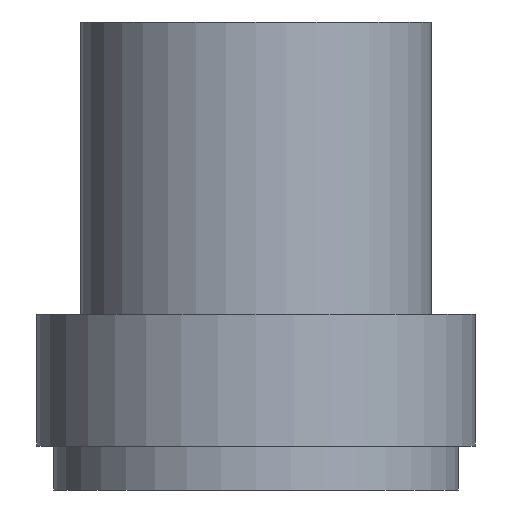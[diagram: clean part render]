
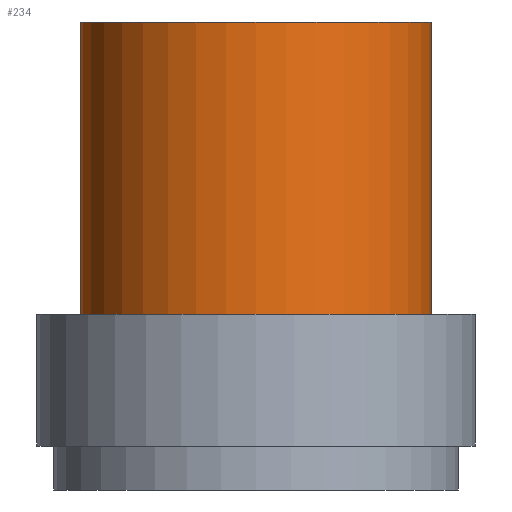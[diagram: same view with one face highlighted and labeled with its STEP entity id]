
A CAD part, front view. The second image highlights one B-rep face of the part: STEP entity #234.
In plain terms, the highlighted cylindrical face has radius 19.037 mm (diameter 38.075 mm), a partial arc.
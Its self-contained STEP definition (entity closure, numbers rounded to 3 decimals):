
#52=CARTESIAN_POINT('',(0.,0.,19.05));
#53=DIRECTION('',(0.,0.,1.));
#54=DIRECTION('',(-1.,0.,0.));
#55=AXIS2_PLACEMENT_3D('',#52,#53,#54);
#62=DIRECTION('',(0.,0.,-1.));
#63=VECTOR('',#62,31.75);
#64=CARTESIAN_POINT('',(19.037,0.,50.8));
#65=LINE('',#64,#63);
#66=DIRECTION('',(0.,0.,-1.));
#67=VECTOR('',#66,31.75);
#68=CARTESIAN_POINT('',(-19.037,0.,50.8));
#69=LINE('',#68,#67);
#75=CARTESIAN_POINT('',(0.,0.,50.8));
#76=DIRECTION('',(0.,0.,-1.));
#77=DIRECTION('',(1.,0.,0.));
#78=AXIS2_PLACEMENT_3D('',#75,#76,#77);
#150=CARTESIAN_POINT('',(-19.037,0.,50.8));
#151=CARTESIAN_POINT('',(19.037,0.,50.8));
#152=VERTEX_POINT('',#150);
#153=VERTEX_POINT('',#151);
#154=CARTESIAN_POINT('',(19.037,0.,19.05));
#155=CARTESIAN_POINT('',(-19.037,0.,19.05));
#156=VERTEX_POINT('',#154);
#157=VERTEX_POINT('',#155);
#220=CARTESIAN_POINT('',(0.,0.,19.05));
#221=DIRECTION('',(0.,0.,1.));
#222=DIRECTION('',(1.,0.,0.));
#223=AXIS2_PLACEMENT_3D('',#220,#221,#222);
#224=CYLINDRICAL_SURFACE('',#223,19.037);
#225=ORIENTED_EDGE('',*,*,#213,.F.);
#227=ORIENTED_EDGE('',*,*,#226,.F.);
#229=ORIENTED_EDGE('',*,*,#228,.F.);
#231=ORIENTED_EDGE('',*,*,#230,.T.);
#232=EDGE_LOOP('',(#225,#227,#229,#231));
#233=FACE_OUTER_BOUND('',#232,.F.);
#234=ADVANCED_FACE('',(#233),#224,.T.);
#56=CIRCLE('',#55,19.037);
#79=CIRCLE('',#78,19.037);
#213=EDGE_CURVE('',#157,#156,#56,.T.);
#226=EDGE_CURVE('',#152,#157,#69,.T.);
#228=EDGE_CURVE('',#153,#152,#79,.T.);
#230=EDGE_CURVE('',#153,#156,#65,.T.);
